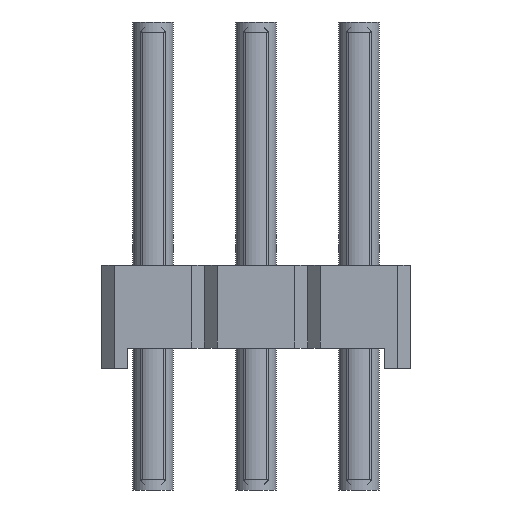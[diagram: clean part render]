
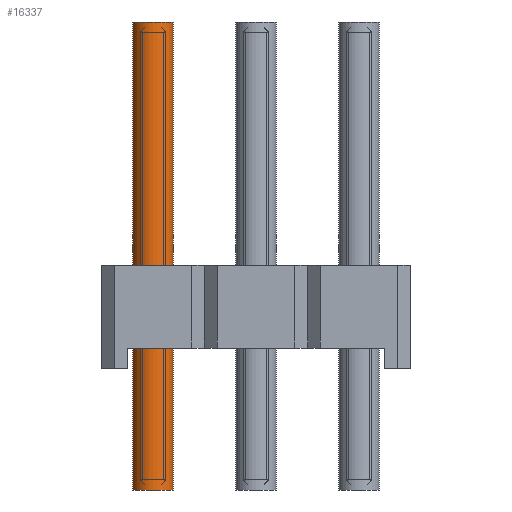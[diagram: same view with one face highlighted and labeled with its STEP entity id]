
A CAD part, left-side view. The second image highlights one B-rep face of the part: STEP entity #16337.
In plain terms, the highlighted cylindrical face has radius 0.5 mm (diameter 1 mm), a full revolution.
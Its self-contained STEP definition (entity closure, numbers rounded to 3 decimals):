
#335=CIRCLE('',#17208,0.5);
#336=CIRCLE('',#17209,0.5);
#972=CYLINDRICAL_SURFACE('',#17207,0.5);
#1397=ORIENTED_EDGE('',*,*,#6235,.F.);
#1398=ORIENTED_EDGE('',*,*,#6236,.T.);
#6235=EDGE_CURVE('',#8663,#8663,#335,.T.);
#6236=EDGE_CURVE('',#8664,#8664,#336,.T.);
#8663=VERTEX_POINT('',#23698);
#8664=VERTEX_POINT('',#23700);
#13883=EDGE_LOOP('',(#1397));
#13884=EDGE_LOOP('',(#1398));
#14859=FACE_BOUND('',#13883,.T.);
#14860=FACE_BOUND('',#13884,.T.);
#16337=ADVANCED_FACE('',(#14859,#14860),#972,.F.);
#17207=AXIS2_PLACEMENT_3D('',#23696,#18815,#18816);
#17208=AXIS2_PLACEMENT_3D('',#23697,#18817,#18818);
#17209=AXIS2_PLACEMENT_3D('',#23699,#18819,#18820);
#18815=DIRECTION('',(0.,0.,1.));
#18816=DIRECTION('',(1.,0.,0.));
#18817=DIRECTION('',(0.,0.,-1.));
#18818=DIRECTION('',(1.,0.,0.));
#18819=DIRECTION('',(0.,0.,-1.));
#18820=DIRECTION('',(1.,0.,0.));
#23696=CARTESIAN_POINT('',(0.,0.,0.));
#23697=CARTESIAN_POINT('',(0.,0.,11.54));
#23698=CARTESIAN_POINT('',(0.5,0.,11.54));
#23699=CARTESIAN_POINT('',(0.,0.,0.));
#23700=CARTESIAN_POINT('',(0.5,0.,0.));
